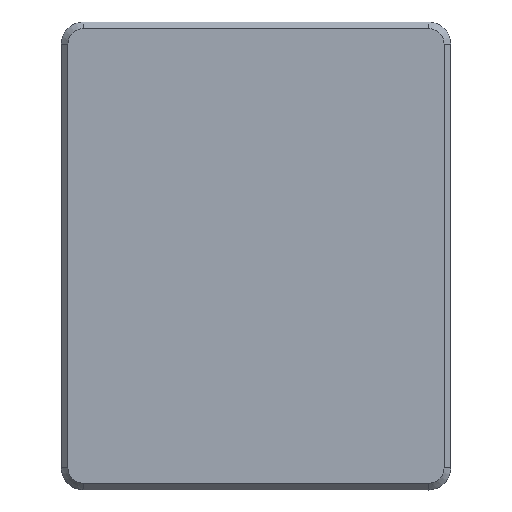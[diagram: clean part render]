
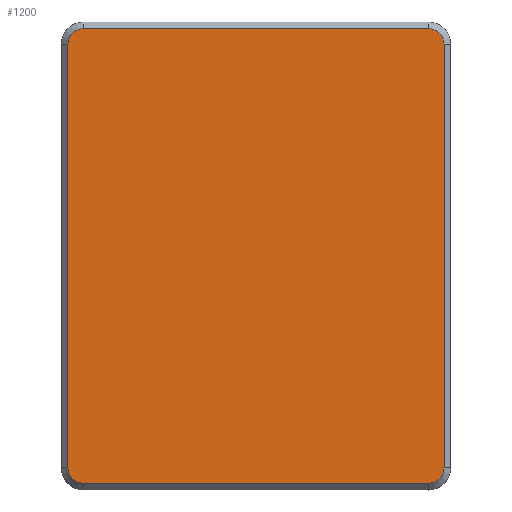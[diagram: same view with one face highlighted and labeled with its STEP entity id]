
A CAD part, top view. The second image highlights one B-rep face of the part: STEP entity #1200.
In plain terms, the highlighted planar face has unit normal (0, 0, 1).
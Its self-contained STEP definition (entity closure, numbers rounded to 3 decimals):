
#9 = LINE ( 'NONE', #970, #1321 ) ;
#15 = AXIS2_PLACEMENT_3D ( 'NONE', #556, #451, #241 ) ;
#27 = PLANE ( 'NONE',  #710 ) ;
#51 = DIRECTION ( 'NONE',  ( -1., 0., 0. ) ) ;
#99 = CARTESIAN_POINT ( 'NONE',  ( 0.07, 10.233, 67.435 ) ) ;
#134 = EDGE_CURVE ( 'NONE', #1180, #818, #9, .T. ) ;
#178 = EDGE_CURVE ( 'NONE', #706, #1180, #762, .T. ) ;
#185 = EDGE_LOOP ( 'NONE', ( #1023, #672, #325, #681, #1182, #1198, #770, #760 ) ) ;
#241 = DIRECTION ( 'NONE',  ( -1., 0., 0. ) ) ;
#247 = CARTESIAN_POINT ( 'NONE',  ( 7.77, -9.533, 67.435 ) ) ;
#251 = VERTEX_POINT ( 'NONE', #498 ) ;
#255 = CARTESIAN_POINT ( 'NONE',  ( -8.47, 9.533, 67.435 ) ) ;
#273 = DIRECTION ( 'NONE',  ( -1., 0., 0. ) ) ;
#304 = CARTESIAN_POINT ( 'NONE',  ( -8.47, -9.533, 67.435 ) ) ;
#316 = CARTESIAN_POINT ( 'NONE',  ( 8.47, 9.533, 67.435 ) ) ;
#325 = ORIENTED_EDGE ( 'NONE', *, *, #178, .T. ) ;
#329 = VECTOR ( 'NONE', #720, 1000. ) ;
#330 = CARTESIAN_POINT ( 'NONE',  ( -7.77, 9.533, 67.435 ) ) ;
#335 = VERTEX_POINT ( 'NONE', #316 ) ;
#345 = VERTEX_POINT ( 'NONE', #749 ) ;
#432 = DIRECTION ( 'NONE',  ( 0., -1., 0. ) ) ;
#438 = VERTEX_POINT ( 'NONE', #550 ) ;
#447 = EDGE_CURVE ( 'NONE', #345, #438, #1171, .T. ) ;
#451 = DIRECTION ( 'NONE',  ( 0., 0., 1. ) ) ;
#498 = CARTESIAN_POINT ( 'NONE',  ( 7.77, 10.233, 67.435 ) ) ;
#499 = LINE ( 'NONE', #712, #329 ) ;
#510 = CIRCLE ( 'NONE', #1255, 0.7 ) ;
#550 = CARTESIAN_POINT ( 'NONE',  ( 7.77, -10.233, 67.435 ) ) ;
#556 = CARTESIAN_POINT ( 'NONE',  ( -7.77, -9.533, 67.435 ) ) ;
#573 = VECTOR ( 'NONE', #932, 1000. ) ;
#582 = DIRECTION ( 'NONE',  ( 1., 0., 0. ) ) ;
#620 = CIRCLE ( 'NONE', #15, 0.7 ) ;
#672 = ORIENTED_EDGE ( 'NONE', *, *, #1360, .T. ) ;
#681 = ORIENTED_EDGE ( 'NONE', *, *, #134, .T. ) ;
#706 = VERTEX_POINT ( 'NONE', #1323 ) ;
#710 = AXIS2_PLACEMENT_3D ( 'NONE', #1311, #1110, #582 ) ;
#712 = CARTESIAN_POINT ( 'NONE',  ( 8.47, -0.231, 67.435 ) ) ;
#720 = DIRECTION ( 'NONE',  ( 0., 1., 0. ) ) ;
#723 = EDGE_CURVE ( 'NONE', #1213, #335, #499, .T. ) ;
#749 = CARTESIAN_POINT ( 'NONE',  ( -7.77, -10.233, 67.435 ) ) ;
#760 = ORIENTED_EDGE ( 'NONE', *, *, #723, .T. ) ;
#762 = CIRCLE ( 'NONE', #1256, 0.7 ) ;
#770 = ORIENTED_EDGE ( 'NONE', *, *, #1145, .T. ) ;
#784 = EDGE_CURVE ( 'NONE', #335, #251, #1208, .T. ) ;
#818 = VERTEX_POINT ( 'NONE', #304 ) ;
#830 = DIRECTION ( 'NONE',  ( 0., 0., 1. ) ) ;
#932 = DIRECTION ( 'NONE',  ( -1., 0., 0. ) ) ;
#970 = CARTESIAN_POINT ( 'NONE',  ( -8.47, -0.231, 67.435 ) ) ;
#1009 = FACE_OUTER_BOUND ( 'NONE', #185, .T. ) ;
#1019 = VECTOR ( 'NONE', #1281, 1000. ) ;
#1023 = ORIENTED_EDGE ( 'NONE', *, *, #784, .T. ) ;
#1047 = CARTESIAN_POINT ( 'NONE',  ( 7.77, 9.533, 67.435 ) ) ;
#1055 = LINE ( 'NONE', #99, #573 ) ;
#1072 = CARTESIAN_POINT ( 'NONE',  ( 0.07, -10.233, 67.435 ) ) ;
#1097 = DIRECTION ( 'NONE',  ( -1., 0., 0. ) ) ;
#1110 = DIRECTION ( 'NONE',  ( 0., 0., 1. ) ) ;
#1115 = EDGE_CURVE ( 'NONE', #818, #345, #620, .T. ) ;
#1145 = EDGE_CURVE ( 'NONE', #438, #1213, #510, .T. ) ;
#1171 = LINE ( 'NONE', #1072, #1019 ) ;
#1180 = VERTEX_POINT ( 'NONE', #255 ) ;
#1182 = ORIENTED_EDGE ( 'NONE', *, *, #1115, .T. ) ;
#1198 = ORIENTED_EDGE ( 'NONE', *, *, #447, .T. ) ;
#1200 = ADVANCED_FACE ( 'NONE', ( #1009 ), #27, .T. ) ;
#1208 = CIRCLE ( 'NONE', #1340, 0.7 ) ;
#1213 = VERTEX_POINT ( 'NONE', #1215 ) ;
#1215 = CARTESIAN_POINT ( 'NONE',  ( 8.47, -9.533, 67.435 ) ) ;
#1255 = AXIS2_PLACEMENT_3D ( 'NONE', #247, #1295, #1097 ) ;
#1256 = AXIS2_PLACEMENT_3D ( 'NONE', #330, #1307, #51 ) ;
#1281 = DIRECTION ( 'NONE',  ( 1., 0., 0. ) ) ;
#1295 = DIRECTION ( 'NONE',  ( 0., 0., 1. ) ) ;
#1307 = DIRECTION ( 'NONE',  ( 0., 0., 1. ) ) ;
#1311 = CARTESIAN_POINT ( 'NONE',  ( 0.07, -0.231, 67.435 ) ) ;
#1321 = VECTOR ( 'NONE', #432, 1000. ) ;
#1323 = CARTESIAN_POINT ( 'NONE',  ( -7.77, 10.233, 67.435 ) ) ;
#1340 = AXIS2_PLACEMENT_3D ( 'NONE', #1047, #830, #273 ) ;
#1360 = EDGE_CURVE ( 'NONE', #251, #706, #1055, .T. ) ;
